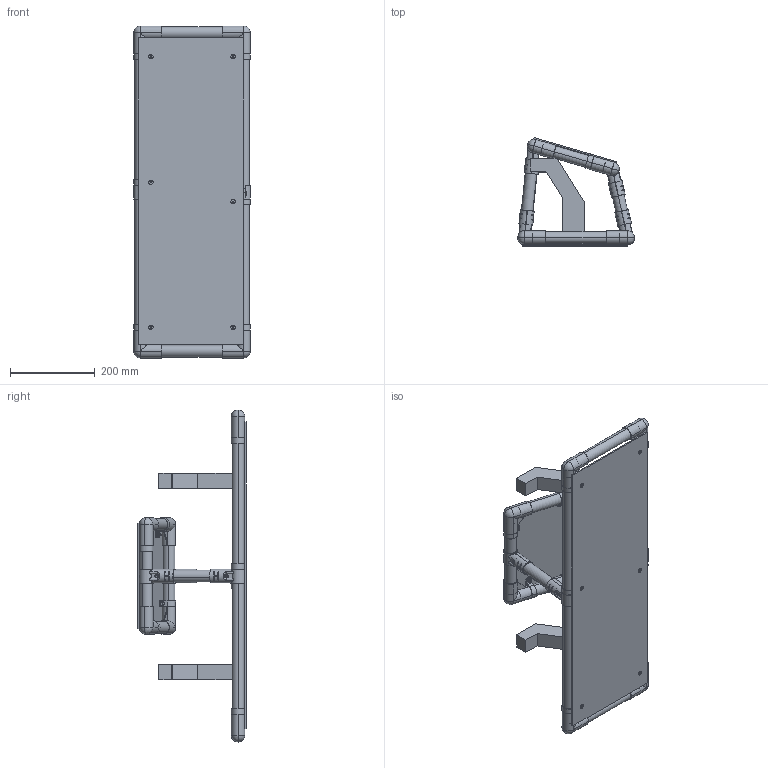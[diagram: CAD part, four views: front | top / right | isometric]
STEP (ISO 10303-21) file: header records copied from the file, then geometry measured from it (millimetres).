
FILE_DESCRIPTION (( 'STEP AP203' ), '1' );
FILE_NAME ('Driver Station.STEP', '2014-02-07T15:08:09', ( '' ), ( '' ), 'SwSTEP 2.0', 'SolidWorks 2010', '' );
FILE_SCHEMA (( 'CONFIG_CONTROL_DESIGN' ));
Length unit declared in the file: inch
Products named in the file (14): FHCS 10-32x0.625_SCHCSCREW 0.19-32x0.625x0.625-HX-C; Driver Station; Joystick; 28 Inch Pipe_H-720; 28500x9900 Polycarbonate Sheet; 4 Inch Pipe_H-720; 8 Inch Pipe_H-720; PJ-28-5-iv Elbow; 6 Inch Pipe_H-720; 9900x8 Polycarbonate sheet; HJ-1; am-2112 Nylon Clamp; 10 FHCS and Nut; 10-32 Nylock Nut 1_90631A411
Assembly tree (48 placements, depth 3):
  Driver Station
    am-2112 Nylon Clamp  x10
    10 FHCS and Nut  x10
      FHCS 10-32x0.625_SCHCSCREW 0.19-32x0.625x0.625-HX-C
      10-32 Nylock Nut 1_90631A411
    8 Inch Pipe_H-720  x4
    28500x9900 Polycarbonate Sheet
    HJ-1  x4
    PJ-28-5-iv Elbow  x8
    4 Inch Pipe_H-720
    Joystick  x2
    28 Inch Pipe_H-720  x2
    6 Inch Pipe_H-720  x3
    9900x8 Polycarbonate sheet
Bounding box: 275.94 x 255.39 x 783.2 mm (x, y, z)
Volume: 3568564.7 mm3; surface area: 1437701.2 mm2
Topology: 70 solids, 70 shells, 2548 faces, 5928 edges, 3548 vertices
Faces by surface type: cylinder 968, plane 706, cone 606, bspline 128, torus 108, sphere 32
Entity records: 24500 total; most frequent: CARTESIAN_POINT 12541, ORIENTED_EDGE 1976, DIRECTION 1972, EDGE_CURVE 988, AXIS2_PLACEMENT_3D 765, VERTEX_POINT 610, EDGE_LOOP 460, LINE 442
